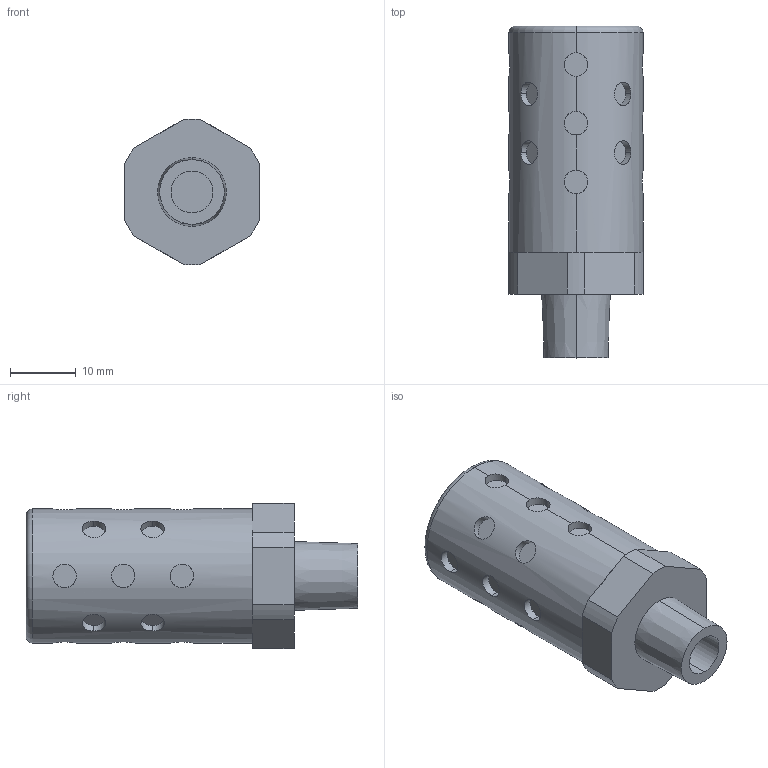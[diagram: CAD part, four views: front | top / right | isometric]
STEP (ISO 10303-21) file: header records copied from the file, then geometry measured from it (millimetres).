
FILE_DESCRIPTION (( 'STEP AP214' ), '1' );
FILE_NAME ('HVM-18N.step', '2017-07-18T19:51:43', ( '' ), ( '' ), 'SwSTEP 2.0', 'SolidWorks 2017', '' );
FILE_SCHEMA (( 'AUTOMOTIVE_DESIGN' ));
Length unit declared in the file: inch
Products named in the file (1): HVM-18N
Bounding box: 20.32 x 50.29 x 22.09 mm (x, y, z)
Volume: 12482.9 mm3; surface area: 4736.3 mm2
Topology: 1 solids, 1 shells, 91 faces, 211 edges, 138 vertices
Faces by surface type: cylinder 51, plane 36, cone 2, torus 2
Entity records: 3545 total; most frequent: CARTESIAN_POINT 1453, ORIENTED_EDGE 422, DIRECTION 419, EDGE_CURVE 211, AXIS2_PLACEMENT_3D 168, VERTEX_POINT 138, EDGE_LOOP 107, ADVANCED_FACE 91
